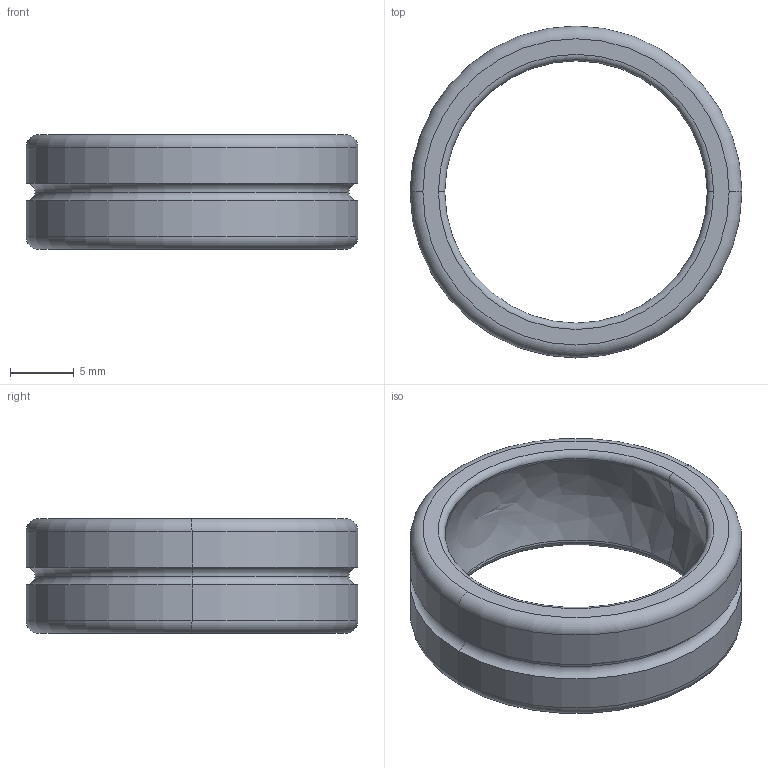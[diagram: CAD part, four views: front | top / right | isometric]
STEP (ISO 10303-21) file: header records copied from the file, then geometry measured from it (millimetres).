
FILE_DESCRIPTION (( 'STEP AP214' ), '1' );
FILE_NAME ('GE15ESouterpart.STEP', '2025-09-26T07:09:07', ( 'Windows User' ), ( '' ), 'SwSTEP 2.0', 'SolidWorks 2023', '' );
FILE_SCHEMA (( 'AUTOMOTIVE_DESIGN' ));
Length unit declared in the file: millimetre
Products named in the file (1): GE15ESouterpart
Bounding box: 26 x 26 x 9 mm (x, y, z)
Volume: 1436.1 mm3; surface area: 1709.8 mm2
Topology: 1 solids, 1 shells, 24 faces, 53 edges, 29 vertices
Faces by surface type: torus 16, cylinder 4, sphere 2, plane 2
Entity records: 923 total; most frequent: DIRECTION 142, CARTESIAN_POINT 99, ORIENTED_EDGE 96, AXIS2_PLACEMENT_3D 69, EDGE_CURVE 48, CIRCLE 44, VERTEX_POINT 26, EDGE_LOOP 26
